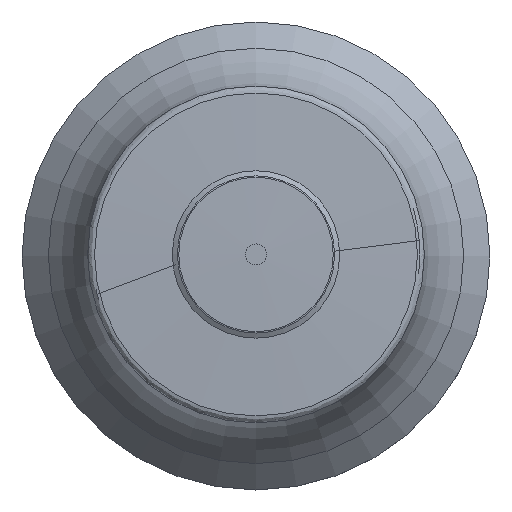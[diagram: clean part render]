
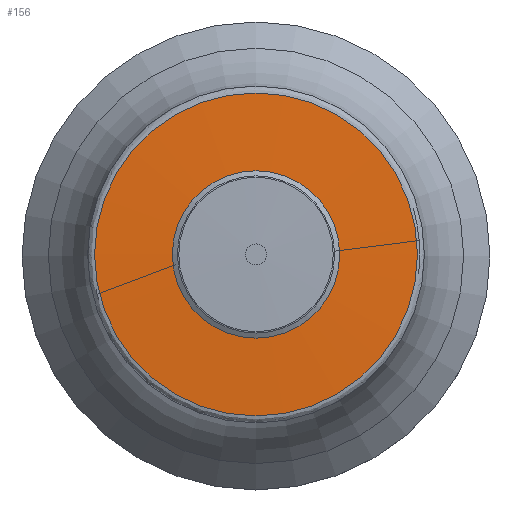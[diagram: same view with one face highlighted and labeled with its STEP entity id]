
A CAD part, top view. The second image highlights one B-rep face of the part: STEP entity #156.
In plain terms, the highlighted face is a revolution surface.
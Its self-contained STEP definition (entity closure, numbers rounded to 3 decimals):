
#91=SURFACE_OF_REVOLUTION('',#103,#97);
#97=AXIS1_PLACEMENT('',#621,#488);
#103=B_SPLINE_CURVE_WITH_KNOTS('',5,(#615,#616,#617,#618,#619,#620),
 .UNSPECIFIED.,.F.,.F.,(6,6),(0.,1.),.UNSPECIFIED.);
#115=FACE_BOUND('',#208,.T.);
#116=FACE_BOUND('',#209,.T.);
#156=ADVANCED_FACE('',(#115,#116),#91,.T.);
#208=EDGE_LOOP('',(#258));
#209=EDGE_LOOP('',(#259));
#258=ORIENTED_EDGE('',*,*,#362,.F.);
#259=ORIENTED_EDGE('',*,*,#361,.T.);
#328=VERTEX_POINT('',#611);
#329=VERTEX_POINT('',#614);
#361=EDGE_CURVE('',#328,#328,#398,.T.);
#362=EDGE_CURVE('',#329,#329,#399,.T.);
#398=CIRCLE('',#423,8.941);
#399=CIRCLE('',#425,17.251);
#423=AXIS2_PLACEMENT_3D('',#610,#482,#483);
#425=AXIS2_PLACEMENT_3D('',#613,#486,#487);
#482=DIRECTION('',(0.,0.,-1.));
#483=DIRECTION('',(-1.,0.,0.));
#486=DIRECTION('',(0.,0.,-1.));
#487=DIRECTION('',(-1.,0.,0.));
#488=DIRECTION('',(0.,0.,-1.));
#610=CARTESIAN_POINT('',(0.,0.,96.5));
#611=CARTESIAN_POINT('',(-8.941,0.,96.5));
#613=CARTESIAN_POINT('',(0.,0.,96.202));
#614=CARTESIAN_POINT('',(-17.251,0.,96.202));
#615=CARTESIAN_POINT('',(8.941,0.,96.5));
#616=CARTESIAN_POINT('',(10.603,0.,96.44));
#617=CARTESIAN_POINT('',(12.265,0.,96.38));
#618=CARTESIAN_POINT('',(13.927,0.,96.321));
#619=CARTESIAN_POINT('',(15.589,0.,96.261));
#620=CARTESIAN_POINT('',(17.251,0.,96.202));
#621=CARTESIAN_POINT('',(0.,0.,0.));
